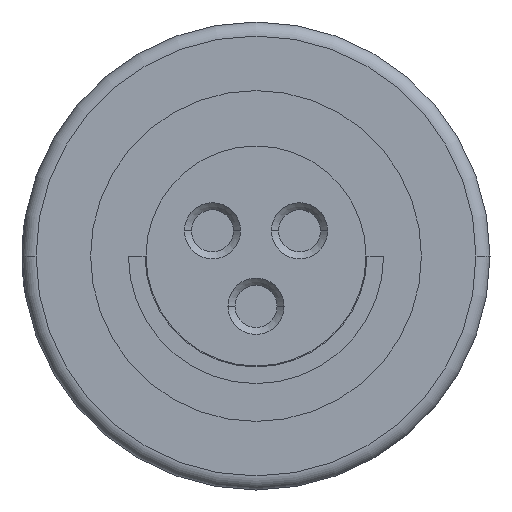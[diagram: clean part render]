
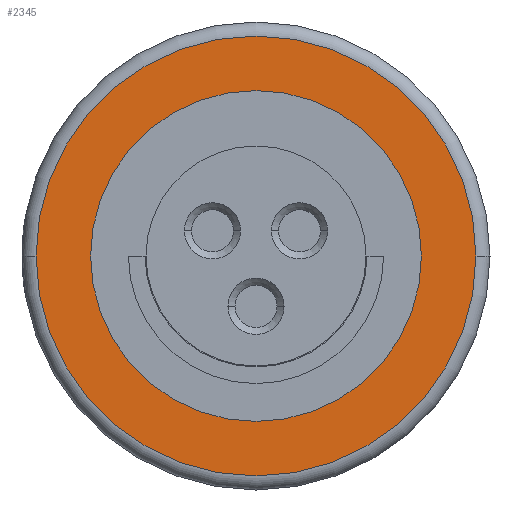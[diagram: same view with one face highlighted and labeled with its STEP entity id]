
A CAD part, left-side view. The second image highlights one B-rep face of the part: STEP entity #2345.
In plain terms, the highlighted planar face has unit normal (-1, 0, 0).
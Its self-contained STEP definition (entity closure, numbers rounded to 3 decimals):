
#127=CARTESIAN_POINT('',(-10.3,0.,0.));
#128=DIRECTION('',(-1.,0.,0.));
#129=DIRECTION('',(0.,1.,0.));
#130=AXIS2_PLACEMENT_3D('',#127,#128,#129);
#135=CARTESIAN_POINT('',(-10.3,0.,0.));
#136=DIRECTION('',(1.,0.,0.));
#137=DIRECTION('',(0.,1.,0.));
#138=AXIS2_PLACEMENT_3D('',#135,#136,#137);
#143=CARTESIAN_POINT('',(-10.3,0.,0.));
#144=DIRECTION('',(-1.,0.,0.));
#145=DIRECTION('',(0.,-1.,0.));
#146=AXIS2_PLACEMENT_3D('',#143,#144,#145);
#151=CARTESIAN_POINT('',(-10.3,0.,0.));
#152=DIRECTION('',(-1.,0.,0.));
#153=DIRECTION('',(0.,1.,0.));
#154=AXIS2_PLACEMENT_3D('',#151,#152,#153);
#2134=CARTESIAN_POINT('',(-10.3,3.535,0.));
#2136=VERTEX_POINT('',#2134);
#2138=CARTESIAN_POINT('',(-10.3,-3.535,0.));
#2140=VERTEX_POINT('',#2138);
#2242=CARTESIAN_POINT('',(-10.3,-4.7,0.));
#2243=CARTESIAN_POINT('',(-10.3,4.7,0.));
#2244=VERTEX_POINT('',#2242);
#2245=VERTEX_POINT('',#2243);
#2330=CARTESIAN_POINT('',(-10.3,0.,0.));
#2331=DIRECTION('',(1.,0.,0.));
#2332=DIRECTION('',(0.,-1.,0.));
#2333=AXIS2_PLACEMENT_3D('',#2330,#2331,#2332);
#2334=PLANE('',#2333);
#2336=ORIENTED_EDGE('',*,*,#2335,.F.);
#2338=ORIENTED_EDGE('',*,*,#2337,.F.);
#2339=EDGE_LOOP('',(#2336,#2338));
#2340=FACE_OUTER_BOUND('',#2339,.F.);
#2341=ORIENTED_EDGE('',*,*,#2323,.F.);
#2342=ORIENTED_EDGE('',*,*,#2312,.T.);
#2343=EDGE_LOOP('',(#2341,#2342));
#2344=FACE_BOUND('',#2343,.F.);
#131=CIRCLE('',#130,3.535);
#139=CIRCLE('',#138,3.535);
#147=CIRCLE('',#146,4.7);
#155=CIRCLE('',#154,4.7);
#2312=EDGE_CURVE('',#2136,#2140,#131,.T.);
#2323=EDGE_CURVE('',#2136,#2140,#139,.T.);
#2335=EDGE_CURVE('',#2244,#2245,#147,.T.);
#2337=EDGE_CURVE('',#2245,#2244,#155,.T.);
#2345=ADVANCED_FACE('',(#2340,#2344),#2334,.F.);
